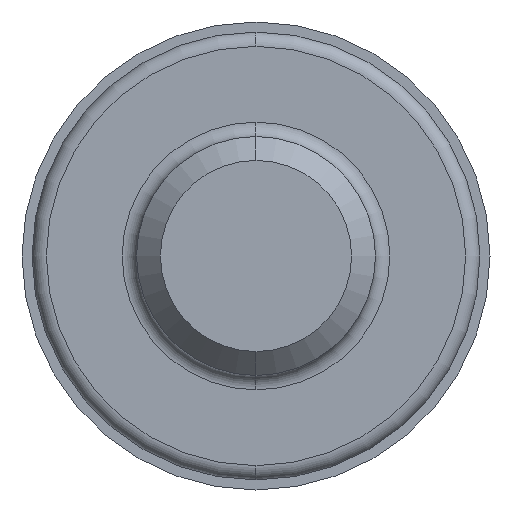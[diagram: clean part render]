
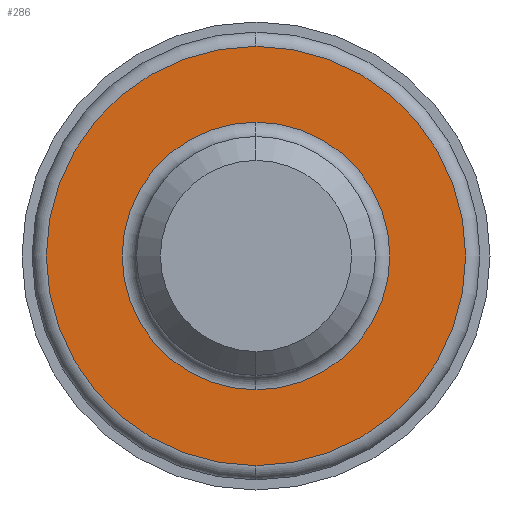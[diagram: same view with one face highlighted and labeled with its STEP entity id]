
A CAD part, left-side view. The second image highlights one B-rep face of the part: STEP entity #286.
In plain terms, the highlighted planar face has unit normal (-1, 0, 0).
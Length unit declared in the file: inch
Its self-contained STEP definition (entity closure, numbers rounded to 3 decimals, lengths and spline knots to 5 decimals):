
#57 = DIRECTION ( 'NONE',  ( -1., 0., 0. ) ) ;
#70 = DIRECTION ( 'NONE',  ( 0., 0., 1. ) ) ;
#108 = AXIS2_PLACEMENT_3D ( 'NONE', #516, #57, #451 ) ;
#127 = PLANE ( 'NONE',  #557 ) ;
#130 = EDGE_LOOP ( 'NONE', ( #613, #402 ) ) ;
#151 = DIRECTION ( 'NONE',  ( 0., 0., -1. ) ) ;
#204 = CIRCLE ( 'NONE', #108, 0.4385 ) ;
#213 = CARTESIAN_POINT ( 'NONE',  ( 2., 0.28, 0. ) ) ;
#219 = CIRCLE ( 'NONE', #341, 0.28 ) ;
#225 = VERTEX_POINT ( 'NONE', #510 ) ;
#227 = EDGE_CURVE ( 'NONE', #664, #225, #219, .T. ) ;
#235 = AXIS2_PLACEMENT_3D ( 'NONE', #648, #464, #70 ) ;
#249 = DIRECTION ( 'NONE',  ( -1., 0., 0. ) ) ;
#255 = CARTESIAN_POINT ( 'NONE',  ( 2., 0., 0. ) ) ;
#263 = ORIENTED_EDGE ( 'NONE', *, *, #424, .T. ) ;
#279 = CARTESIAN_POINT ( 'NONE',  ( 2., 0., -0.4385 ) ) ;
#283 = CARTESIAN_POINT ( 'NONE',  ( 2., 0., -0.28 ) ) ;
#286 = ADVANCED_FACE ( 'NONE', ( #369, #350 ), #127, .F. ) ;
#305 = CIRCLE ( 'NONE', #647, 0.28 ) ;
#321 = DIRECTION ( 'NONE',  ( 0., 0., 1. ) ) ;
#341 = AXIS2_PLACEMENT_3D ( 'NONE', #255, #713, #321 ) ;
#350 = FACE_OUTER_BOUND ( 'NONE', #808, .T. ) ;
#369 = FACE_BOUND ( 'NONE', #130, .T. ) ;
#371 = DIRECTION ( 'NONE',  ( 0., 0., 1. ) ) ;
#402 = ORIENTED_EDGE ( 'NONE', *, *, #227, .F. ) ;
#424 = EDGE_CURVE ( 'NONE', #622, #611, #204, .T. ) ;
#451 = DIRECTION ( 'NONE',  ( 0., 0., 1. ) ) ;
#464 = DIRECTION ( 'NONE',  ( -1., 0., 0. ) ) ;
#493 = ORIENTED_EDGE ( 'NONE', *, *, #828, .T. ) ;
#510 = CARTESIAN_POINT ( 'NONE',  ( 2., 0., 0.28 ) ) ;
#516 = CARTESIAN_POINT ( 'NONE',  ( 2., 0., 0. ) ) ;
#557 = AXIS2_PLACEMENT_3D ( 'NONE', #213, #740, #151 ) ;
#600 = CIRCLE ( 'NONE', #235, 0.4385 ) ;
#611 = VERTEX_POINT ( 'NONE', #279 ) ;
#613 = ORIENTED_EDGE ( 'NONE', *, *, #691, .F. ) ;
#622 = VERTEX_POINT ( 'NONE', #737 ) ;
#634 = CARTESIAN_POINT ( 'NONE',  ( 2., 0., 0. ) ) ;
#647 = AXIS2_PLACEMENT_3D ( 'NONE', #634, #249, #371 ) ;
#648 = CARTESIAN_POINT ( 'NONE',  ( 2., 0., 0. ) ) ;
#664 = VERTEX_POINT ( 'NONE', #283 ) ;
#691 = EDGE_CURVE ( 'NONE', #225, #664, #305, .T. ) ;
#713 = DIRECTION ( 'NONE',  ( -1., 0., 0. ) ) ;
#737 = CARTESIAN_POINT ( 'NONE',  ( 2., 0., 0.4385 ) ) ;
#740 = DIRECTION ( 'NONE',  ( 1., 0., 0. ) ) ;
#808 = EDGE_LOOP ( 'NONE', ( #263, #493 ) ) ;
#828 = EDGE_CURVE ( 'NONE', #611, #622, #600, .T. ) ;
